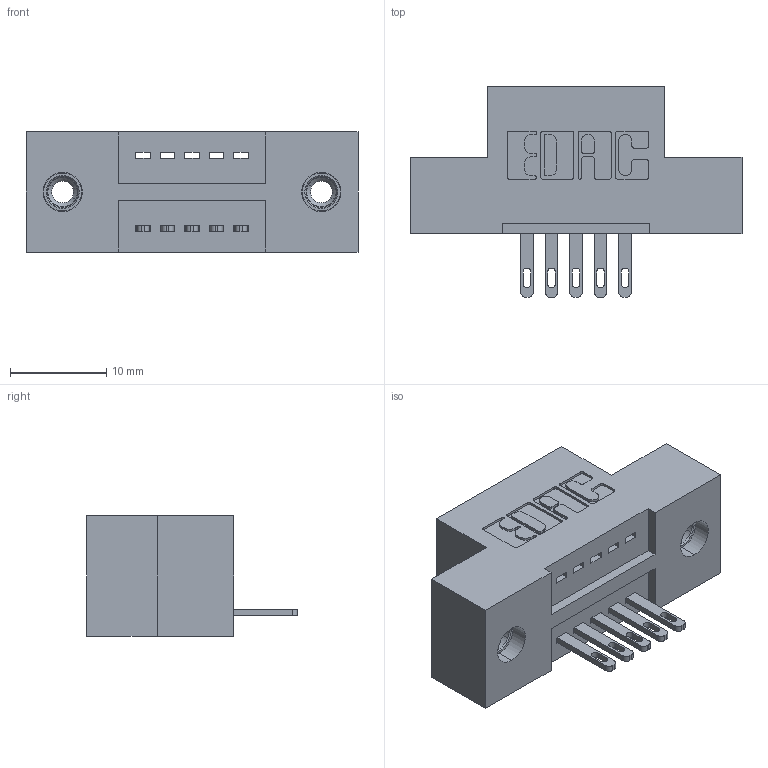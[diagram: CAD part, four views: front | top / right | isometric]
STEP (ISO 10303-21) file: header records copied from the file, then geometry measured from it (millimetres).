
FILE_DESCRIPTION (( 'STEP AP203' ), '1' );
FILE_NAME ('325-005-500-108.STEP', '2020-02-24T13:20:42', ( '' ), ( '' ), 'SwSTEP 2.0', 'SolidWorks 2016', '' );
FILE_SCHEMA (( 'CONFIG_CONTROL_DESIGN' ));
Length unit declared in the file: inch
Products named in the file (4): 345-250-001_345-250-003-102; 325-005-500-108; 325-292-001_325-293-100; 325 Part_TI
Assembly tree (8 placements, depth 2):
  325-005-500-108
    325 Part_TI
    325-292-001_325-293-100  x5
    345-250-001_345-250-003-102  x2
Bounding box: 34.42 x 21.84 x 12.45 mm (x, y, z)
Volume: 4074.8 mm3; surface area: 3851.2 mm2
Topology: 8 solids, 8 shells, 444 faces, 1287 edges, 850 vertices
Faces by surface type: plane 282, cylinder 146, cone 12, torus 4
Entity records: 8958 total; most frequent: CARTESIAN_POINT 1532, ORIENTED_EDGE 1466, DIRECTION 1401, EDGE_CURVE 733, VECTOR 581, LINE 581, VERTEX_POINT 484, AXIS2_PLACEMENT_3D 410
